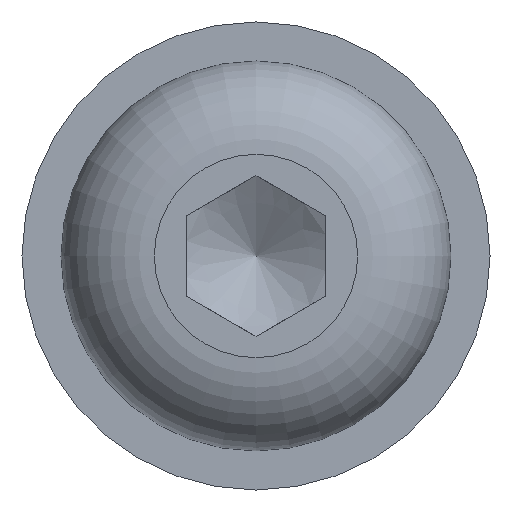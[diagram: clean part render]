
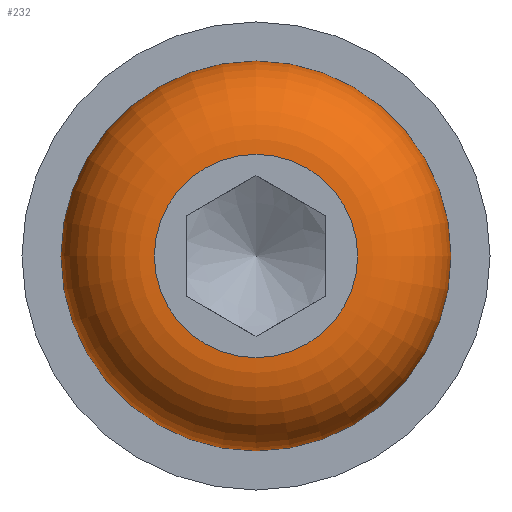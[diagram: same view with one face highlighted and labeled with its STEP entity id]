
A CAD part, left-side view. The second image highlights one B-rep face of the part: STEP entity #232.
In plain terms, the highlighted toroidal (fillet/blend) face has major radius 3.65 mm and minor radius 3.35 mm.
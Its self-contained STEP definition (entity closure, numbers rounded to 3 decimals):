
#48=TOROIDAL_SURFACE('',#258,3.65,3.35);
#58=FACE_BOUND('',#92,.T.);
#68=FACE_OUTER_BOUND('',#91,.T.);
#91=EDGE_LOOP('',(#174));
#92=EDGE_LOOP('',(#175));
#111=CIRCLE('',#259,3.65);
#112=CIRCLE('',#260,7.);
#120=VERTEX_POINT('',#359);
#121=VERTEX_POINT('',#361);
#141=EDGE_CURVE('',#120,#120,#111,.T.);
#142=EDGE_CURVE('',#121,#121,#112,.T.);
#174=ORIENTED_EDGE('',*,*,#141,.T.);
#175=ORIENTED_EDGE('',*,*,#142,.T.);
#232=ADVANCED_FACE('',(#68,#58),#48,.T.);
#258=AXIS2_PLACEMENT_3D('',#358,#300,#301);
#259=AXIS2_PLACEMENT_3D('',#360,#302,#303);
#260=AXIS2_PLACEMENT_3D('',#362,#304,#305);
#300=DIRECTION('center_axis',(1.,0.,0.));
#301=DIRECTION('ref_axis',(0.,0.,-1.));
#302=DIRECTION('center_axis',(1.,0.,0.));
#303=DIRECTION('ref_axis',(0.,-1.,0.));
#304=DIRECTION('center_axis',(-1.,0.,0.));
#305=DIRECTION('ref_axis',(0.,-1.,0.));
#358=CARTESIAN_POINT('Origin',(-1.05,0.,0.));
#359=CARTESIAN_POINT('',(-4.4,3.65,0.));
#360=CARTESIAN_POINT('Origin',(-4.4,0.,0.));
#361=CARTESIAN_POINT('',(-1.05,7.,0.));
#362=CARTESIAN_POINT('Origin',(-1.05,0.,0.));
